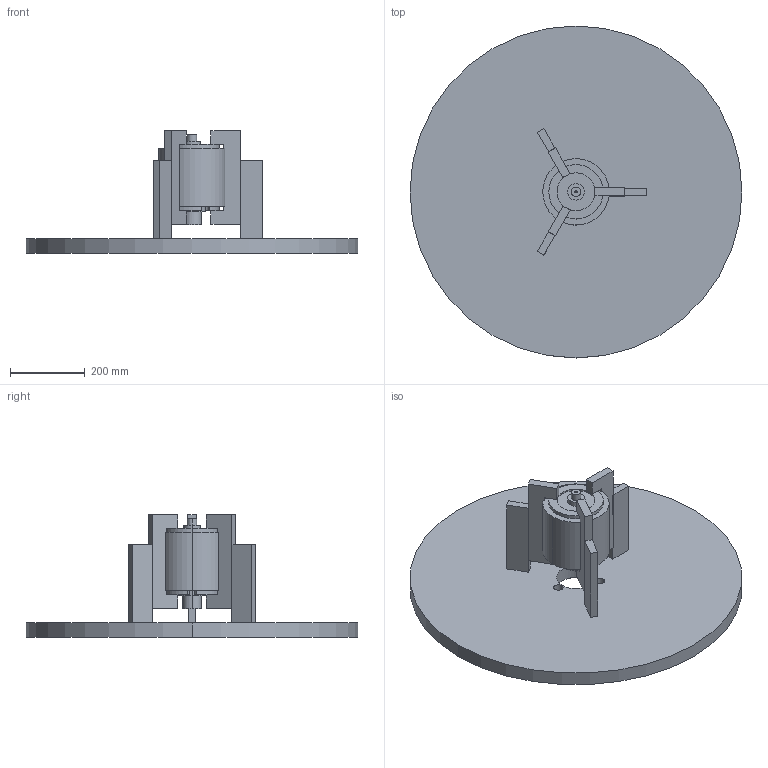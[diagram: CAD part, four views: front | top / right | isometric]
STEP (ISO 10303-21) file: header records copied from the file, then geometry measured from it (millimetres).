
FILE_DESCRIPTION(/* description */ ('STEP AP242','CAx-IF Rec.Pracs.---Representation and Presentation of Product Manufacturing Information (PMI)---4.0---2014-10-13','CAx-IF Rec.Pracs.---3D Tessellated Geometry---0.4---2014-09-14','2;1'),/* implementation_level */ '2;1');
FILE_NAME(/* name */ '668d3ae32f0a57555b562ceb',/* time_stamp */ '2024-07-09T13:28:04Z',/* author */ (''),/* organization */ (''),/* preprocessor_version */ 'ST-DEVELOPER v20',/* originating_system */ ' ',/* authorisation */ ' ');
FILE_SCHEMA (('AP242_MANAGED_MODEL_BASED_3D_ENGINEERING_MIM_LF { 1 0 10303 442 1 1 4 }'));
Length unit declared in the file: metre
Products named in the file (14): Core; clamp_support; subassembly_cover_plate; clamp; subassembly_plate_inner; safety_block; spindle; fuel_ring; support_pad_ring; safety_block_base; mounting_plate; bearing_ring
Assembly tree (17 placements, depth 2):
  Core
    clamp_support  x3
    subassembly_cover_plate
    clamp  x3
    subassembly_plate_inner
    safety_block
    spindle
    fuel_ring
    support_pad_ring
    safety_block_base
    support_pad_ring
    mounting_plate
    bearing_ring
    support_pad_ring
Bounding box: 889 x 889 x 327.81 mm (x, y, z)
Volume: 28970416.7 mm3; surface area: 1960576.6 mm2
Topology: 17 solids, 17 shells, 184 faces, 413 edges, 276 vertices
Faces by surface type: bspline 184
Entity records: 4913 total; most frequent: CARTESIAN_POINT 1628, ORIENTED_EDGE 682, DIRECTION 498, EDGE_CURVE 341, VERTEX_POINT 228, AXIS2_PLACEMENT_3D 204, CIRCLE 186, EDGE_LOOP 185
